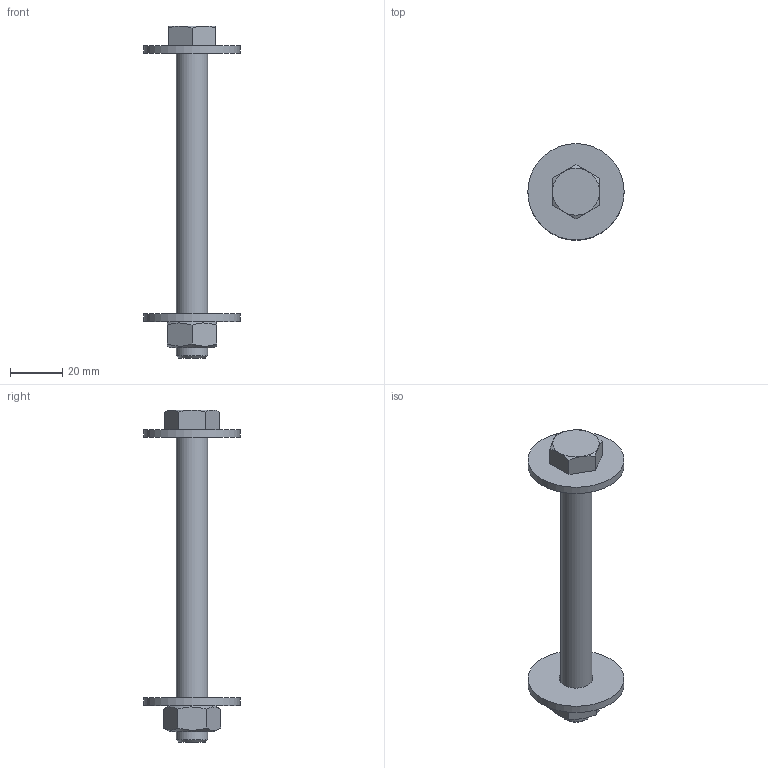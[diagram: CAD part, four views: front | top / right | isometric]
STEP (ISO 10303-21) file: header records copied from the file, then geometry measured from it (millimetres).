
FILE_DESCRIPTION((''),'2;1');
FILE_NAME('131637.stp','2010-08-27T11:13:04',('DMK009'),(''),'Autodesk Inventor 2010','Autodesk Inventor 2010','');
FILE_SCHEMA(('AUTOMOTIVE_DESIGN { 1 0 10303 214 1 1 1 1 }'));
Length unit declared in the file: millimetre
Products named in the file (1): 131637
Bounding box: 37 x 37 x 127.5 mm (x, y, z)
Volume: 23237.2 mm3; surface area: 10325.2 mm2
Topology: 1 solids, 1 shells, 38 faces, 82 edges, 52 vertices
Faces by surface type: plane 20, cone 11, cylinder 6, bspline 1
Full cylindrical faces by diameter (mm): 12 x2, 13 x2, 37 x2
Entity records: 1007 total; most frequent: CARTESIAN_POINT 243, DIRECTION 140, ORIENTED_EDGE 130, EDGE_CURVE 65, AXIS2_PLACEMENT_3D 61, EDGE_LOOP 56, VERTEX_POINT 47, STYLED_ITEM 39
